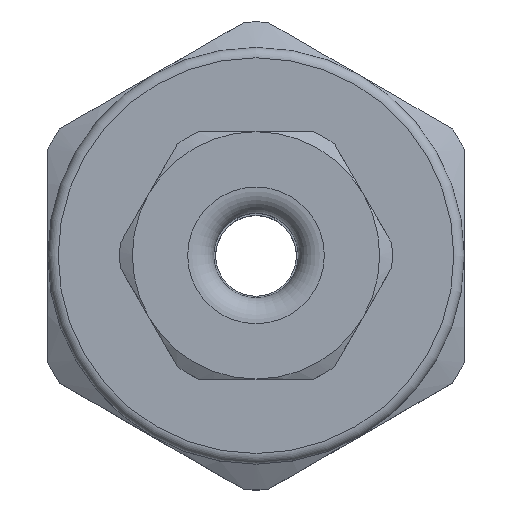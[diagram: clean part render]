
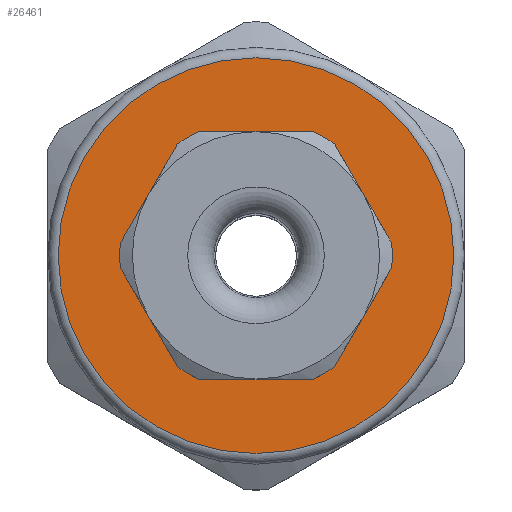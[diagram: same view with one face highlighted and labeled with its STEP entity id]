
A CAD part, top view. The second image highlights one B-rep face of the part: STEP entity #26461.
In plain terms, the highlighted planar face has unit normal (0, 0, 1).
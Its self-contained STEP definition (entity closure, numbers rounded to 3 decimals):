
#26434=CARTESIAN_POINT('',(0.,0.,27.));
#26435=DIRECTION('',(0.,0.,1.));
#26436=DIRECTION('',(1.,0.,0.));
#26437=AXIS2_PLACEMENT_3D('',#26434,#26435,#26436);
#26438=PLANE('',#26437);
#26439=CARTESIAN_POINT('',(7.5,-0.,27.));
#26440=VERTEX_POINT('',#26439);
#26441=CARTESIAN_POINT('',(0.,0.,27.));
#26442=DIRECTION('',(-0.,-0.,-1.));
#26443=DIRECTION('',(1.,0.,-0.));
#26444=AXIS2_PLACEMENT_3D('',#26441,#26442,#26443);
#26445=CIRCLE('',#26444,7.5);
#26446=EDGE_CURVE('',#26440,#26440,#26445,.T.);
#26447=ORIENTED_EDGE('',*,*,#26446,.T.);
#26448=EDGE_LOOP('',(#26447));
#26449=FACE_BOUND('',#26448,.T.);
#26450=CARTESIAN_POINT('',(15.2,-0.,27.));
#26451=VERTEX_POINT('',#26450);
#26452=CARTESIAN_POINT('',(0.,0.,27.));
#26453=DIRECTION('',(0.,0.,1.));
#26454=DIRECTION('',(1.,0.,-0.));
#26455=AXIS2_PLACEMENT_3D('',#26452,#26453,#26454);
#26456=CIRCLE('',#26455,15.2);
#26457=EDGE_CURVE('',#26451,#26451,#26456,.T.);
#26458=ORIENTED_EDGE('',*,*,#26457,.T.);
#26459=EDGE_LOOP('',(#26458));
#26460=FACE_BOUND('',#26459,.T.);
#26461=ADVANCED_FACE('',(#26449,#26460),#26438,.T.);
